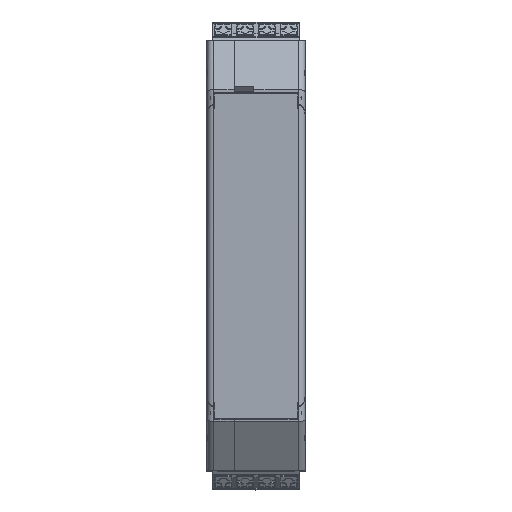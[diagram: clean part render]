
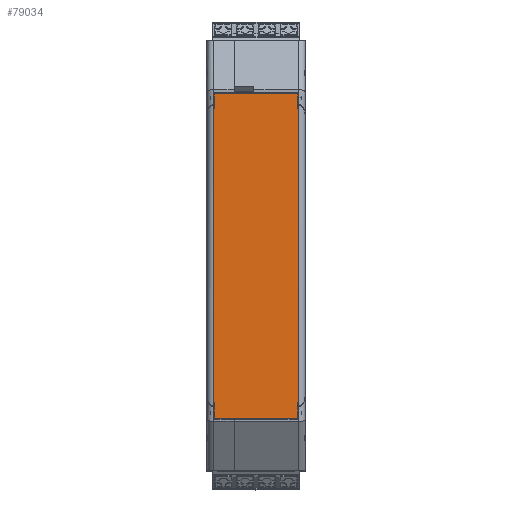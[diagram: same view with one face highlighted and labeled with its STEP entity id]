
A CAD part, top view. The second image highlights one B-rep face of the part: STEP entity #79034.
In plain terms, the highlighted face is planar.
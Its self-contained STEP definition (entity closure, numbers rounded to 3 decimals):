
#4912=VERTEX_POINT('',#111162);
#4913=VERTEX_POINT('',#111164);
#4931=VERTEX_POINT('',#111203);
#4937=VERTEX_POINT('',#111215);
#4944=VERTEX_POINT('',#111242);
#4946=VERTEX_POINT('',#111248);
#4952=VERTEX_POINT('',#111263);
#4953=VERTEX_POINT('',#111264);
#4954=VERTEX_POINT('',#111266);
#4955=VERTEX_POINT('',#111268);
#4956=VERTEX_POINT('',#111270);
#4957=VERTEX_POINT('',#111272);
#13354=VECTOR('',#91257,1.);
#13373=VECTOR('',#91289,1.);
#13384=VECTOR('',#91313,1.);
#13386=VECTOR('',#91319,1.);
#13391=VECTOR('',#91330,1.);
#13392=VECTOR('',#91331,1.);
#13393=VECTOR('',#91332,1.);
#13394=VECTOR('',#91333,1.);
#13395=VECTOR('',#91334,1.);
#13396=VECTOR('',#91335,1.);
#13397=VECTOR('',#91336,1.);
#13398=VECTOR('',#91337,1.);
#23649=LINE('',#111163,#13354);
#23668=LINE('',#111216,#13373);
#23679=LINE('',#111241,#13384);
#23681=LINE('',#111247,#13386);
#23686=LINE('',#111262,#13391);
#23687=LINE('',#111265,#13392);
#23688=LINE('',#111267,#13393);
#23689=LINE('',#111269,#13394);
#23690=LINE('',#111271,#13395);
#23691=LINE('',#111273,#13396);
#23692=LINE('',#111274,#13397);
#23693=LINE('',#111275,#13398);
#34196=EDGE_CURVE('',#4913,#4912,#23649,.T.);
#34221=EDGE_CURVE('',#4937,#4931,#23668,.T.);
#34235=EDGE_CURVE('',#4944,#4931,#23679,.T.);
#34238=EDGE_CURVE('',#4946,#4913,#23681,.T.);
#34245=EDGE_CURVE('',#4952,#4953,#23686,.T.);
#34246=EDGE_CURVE('',#4954,#4953,#23687,.T.);
#34247=EDGE_CURVE('',#4954,#4955,#23688,.T.);
#34248=EDGE_CURVE('',#4956,#4955,#23689,.T.);
#34249=EDGE_CURVE('',#4956,#4957,#23690,.T.);
#34250=EDGE_CURVE('',#4944,#4957,#23691,.T.);
#34251=EDGE_CURVE('',#4937,#4946,#23692,.T.);
#34252=EDGE_CURVE('',#4912,#4952,#23693,.T.);
#48515=ORIENTED_EDGE('',*,*,#34245,.T.);
#48516=ORIENTED_EDGE('',*,*,#34246,.F.);
#48517=ORIENTED_EDGE('',*,*,#34247,.T.);
#48518=ORIENTED_EDGE('',*,*,#34248,.F.);
#48519=ORIENTED_EDGE('',*,*,#34249,.T.);
#48520=ORIENTED_EDGE('',*,*,#34250,.F.);
#48521=ORIENTED_EDGE('',*,*,#34235,.T.);
#48522=ORIENTED_EDGE('',*,*,#34221,.F.);
#48523=ORIENTED_EDGE('',*,*,#34251,.T.);
#48524=ORIENTED_EDGE('',*,*,#34238,.T.);
#48525=ORIENTED_EDGE('',*,*,#34196,.T.);
#48526=ORIENTED_EDGE('',*,*,#34252,.T.);
#69472=EDGE_LOOP('',(#48515,#48516,#48517,#48518,#48519,#48520,#48521,#48522,
#48523,#48524,#48525,#48526));
#74264=FACE_BOUND('',#69472,.T.);
#79034=ADVANCED_FACE('',(#74264),#132861,.T.);
#83554=AXIS2_PLACEMENT_3D('',#111261,#91329,$);
#91257=DIRECTION('',(0.,0.,-1.));
#91289=DIRECTION('',(-1.,0.,0.));
#91313=DIRECTION('',(0.,0.,1.));
#91319=DIRECTION('',(1.,0.,0.));
#91329=DIRECTION('',(0.,1.,0.));
#91330=DIRECTION('',(0.,0.,-1.));
#91331=DIRECTION('',(1.,0.,0.));
#91332=DIRECTION('',(0.,0.,-1.));
#91333=DIRECTION('',(1.,0.,0.));
#91334=DIRECTION('',(0.,0.,1.));
#91335=DIRECTION('',(1.,0.,0.));
#91336=DIRECTION('',(0.,0.,1.));
#91337=DIRECTION('',(1.,0.,0.));
#111162=CARTESIAN_POINT('',(34.6,114.5,7.15));
#111163=CARTESIAN_POINT('',(34.6,114.5,8.8));
#111164=CARTESIAN_POINT('',(34.6,114.5,7.3));
#111203=CARTESIAN_POINT('',(-37.2,114.5,7.15));
#111215=CARTESIAN_POINT('',(-34.6,114.5,7.15));
#111216=CARTESIAN_POINT('',(-32.78,114.5,7.15));
#111241=CARTESIAN_POINT('',(-37.2,114.5,-7.25));
#111242=CARTESIAN_POINT('',(-37.2,114.5,-12.15));
#111247=CARTESIAN_POINT('',(-32.78,114.5,7.3));
#111248=CARTESIAN_POINT('',(-34.6,114.5,7.3));
#111261=CARTESIAN_POINT('',(-37.2,114.5,-10.772));
#111262=CARTESIAN_POINT('',(37.5,114.5,8.8));
#111263=CARTESIAN_POINT('',(37.5,114.5,7.15));
#111264=CARTESIAN_POINT('',(37.5,114.5,-12.15));
#111265=CARTESIAN_POINT('',(-32.78,114.5,-12.15));
#111266=CARTESIAN_POINT('',(34.6,114.5,-12.15));
#111267=CARTESIAN_POINT('',(34.6,114.5,8.8));
#111268=CARTESIAN_POINT('',(34.6,114.5,-12.3));
#111269=CARTESIAN_POINT('',(-32.78,114.5,-12.3));
#111270=CARTESIAN_POINT('',(-34.6,114.5,-12.3));
#111271=CARTESIAN_POINT('',(-34.6,114.5,8.8));
#111272=CARTESIAN_POINT('',(-34.6,114.5,-12.15));
#111273=CARTESIAN_POINT('',(-32.78,114.5,-12.15));
#111274=CARTESIAN_POINT('',(-34.6,114.5,8.8));
#111275=CARTESIAN_POINT('',(-32.78,114.5,7.15));
#132861=PLANE('',#83554);
